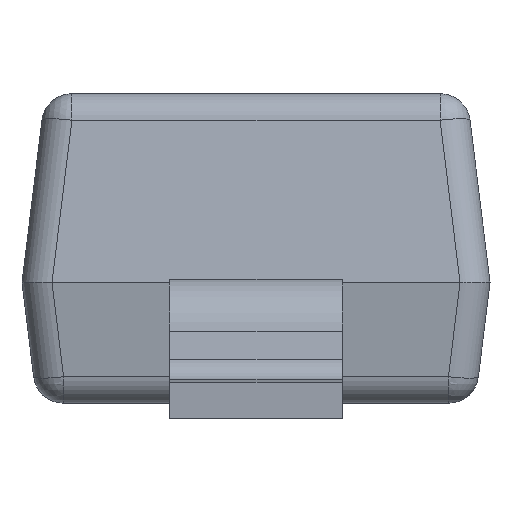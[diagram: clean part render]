
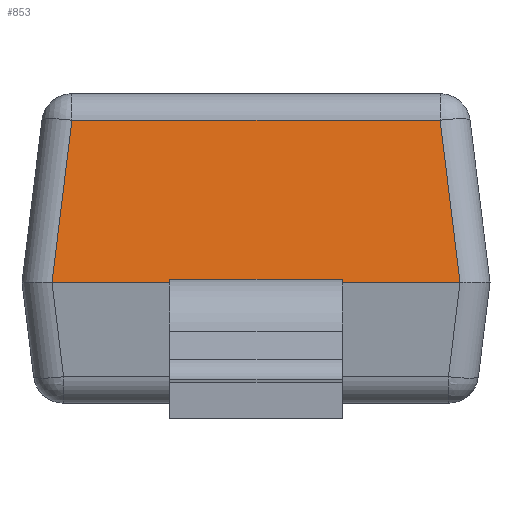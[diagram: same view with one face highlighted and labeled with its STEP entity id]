
A CAD part, left-side view. The second image highlights one B-rep face of the part: STEP entity #853.
In plain terms, the highlighted planar face has unit normal (-0.993, 0, 0.122).
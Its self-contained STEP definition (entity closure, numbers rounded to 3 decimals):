
#134=ORIENTED_EDGE('',*,*,#381,.T.);
#135=ORIENTED_EDGE('',*,*,#382,.T.);
#136=ORIENTED_EDGE('',*,*,#358,.T.);
#137=ORIENTED_EDGE('',*,*,#383,.T.);
#358=EDGE_CURVE('',#482,#483,#554,.T.);
#381=EDGE_CURVE('',#504,#505,#577,.F.);
#382=EDGE_CURVE('',#505,#482,#578,.T.);
#383=EDGE_CURVE('',#483,#504,#579,.F.);
#482=VERTEX_POINT('',#1329);
#483=VERTEX_POINT('',#1330);
#504=VERTEX_POINT('',#1380);
#505=VERTEX_POINT('',#1381);
#554=LINE('',#1328,#634);
#577=LINE('',#1379,#657);
#578=LINE('',#1382,#658);
#579=LINE('',#1383,#659);
#634=VECTOR('',#1041,1000.);
#657=VECTOR('',#1076,1000.);
#658=VECTOR('',#1077,1000.);
#659=VECTOR('',#1078,1000.);
#717=EDGE_LOOP('',(#134,#135,#136,#137));
#773=FACE_BOUND('',#717,.T.);
#829=PLANE('',#936);
#853=ADVANCED_FACE('',(#773),#829,.T.);
#936=AXIS2_PLACEMENT_3D('',#1378,#1074,#1075);
#1041=DIRECTION('',(0.,-1.,0.));
#1074=DIRECTION('',(-0.993,0.,0.122));
#1075=DIRECTION('',(0.,1.,0.));
#1076=DIRECTION('',(0.,-1.,0.));
#1077=DIRECTION('',(-0.121,0.121,-0.985));
#1078=DIRECTION('',(-0.121,-0.121,-0.985));
#1328=CARTESIAN_POINT('',(-1.325,0.775,0.4));
#1329=CARTESIAN_POINT('',(-1.325,0.676,0.4));
#1330=CARTESIAN_POINT('',(-1.325,-0.676,0.4));
#1378=CARTESIAN_POINT('',(-1.248,0.,1.025));
#1379=CARTESIAN_POINT('',(-1.259,0.,0.937));
#1380=CARTESIAN_POINT('',(-1.259,-0.61,0.937));
#1381=CARTESIAN_POINT('',(-1.259,0.61,0.937));
#1382=CARTESIAN_POINT('',(-1.239,0.59,1.096));
#1383=CARTESIAN_POINT('',(-1.239,-0.59,1.096));
